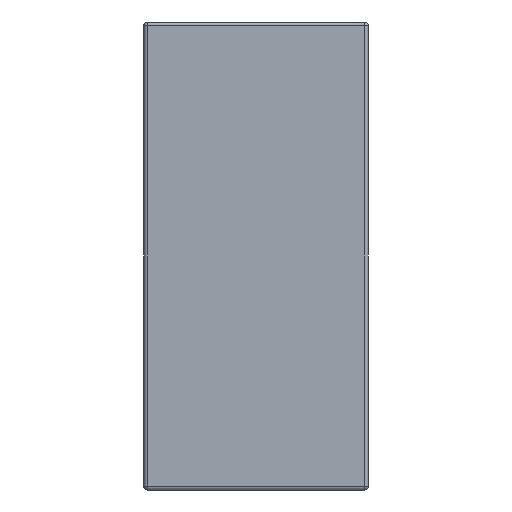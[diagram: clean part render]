
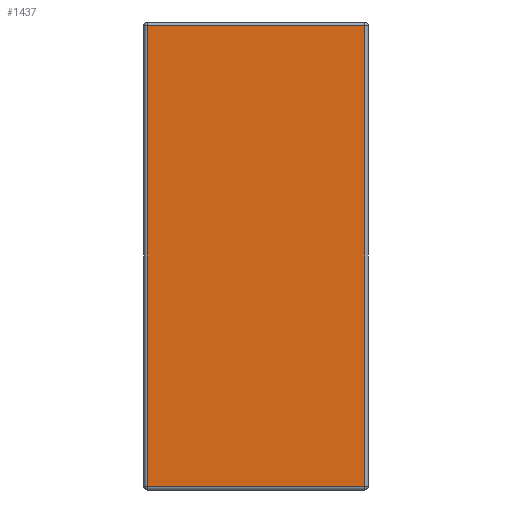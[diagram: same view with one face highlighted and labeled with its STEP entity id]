
A CAD part, left-side view. The second image highlights one B-rep face of the part: STEP entity #1437.
In plain terms, the highlighted planar face has unit normal (-1, 0, 0).
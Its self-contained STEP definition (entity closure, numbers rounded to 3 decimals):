
#161 = DIRECTION ( 'NONE',  ( 0., 0., -1. ) ) ;
#819 = CARTESIAN_POINT ( 'NONE',  ( -1., 0.6, -0.615 ) ) ;
#1240 = CARTESIAN_POINT ( 'NONE',  ( -1., 0.59, -0.615 ) ) ;
#1312 = VERTEX_POINT ( 'NONE', #1240 ) ;
#1437 = ADVANCED_FACE ( 'NONE', ( #6367 ), #5044, .F. ) ;
#1621 = ORIENTED_EDGE ( 'NONE', *, *, #1980, .T. ) ;
#1980 = EDGE_CURVE ( 'NONE', #6590, #1312, #2084, .T. ) ;
#2084 = LINE ( 'NONE', #6047, #5626 ) ;
#2400 = LINE ( 'NONE', #819, #2977 ) ;
#2486 = ORIENTED_EDGE ( 'NONE', *, *, #2588, .T. ) ;
#2535 = CARTESIAN_POINT ( 'NONE',  ( -1., 0.6, -0.625 ) ) ;
#2588 = EDGE_CURVE ( 'NONE', #5966, #6590, #5363, .T. ) ;
#2799 = CARTESIAN_POINT ( 'NONE',  ( -1., 0.01, -0.615 ) ) ;
#2977 = VECTOR ( 'NONE', #5899, 1000. ) ;
#3165 = EDGE_CURVE ( 'NONE', #3593, #5966, #4557, .T. ) ;
#3264 = ORIENTED_EDGE ( 'NONE', *, *, #3165, .T. ) ;
#3593 = VERTEX_POINT ( 'NONE', #2799 ) ;
#3622 = CARTESIAN_POINT ( 'NONE',  ( -1., 0.01, -0.625 ) ) ;
#4065 = AXIS2_PLACEMENT_3D ( 'NONE', #2535, #6231, #6785 ) ;
#4160 = DIRECTION ( 'NONE',  ( 0., 1., 0. ) ) ;
#4200 = CARTESIAN_POINT ( 'NONE',  ( -1., 0.6, 0.615 ) ) ;
#4450 = VECTOR ( 'NONE', #4160, 1000. ) ;
#4557 = LINE ( 'NONE', #3622, #6788 ) ;
#4979 = CARTESIAN_POINT ( 'NONE',  ( -1., 0.59, 0.615 ) ) ;
#5044 = PLANE ( 'NONE',  #4065 ) ;
#5185 = ORIENTED_EDGE ( 'NONE', *, *, #5319, .T. ) ;
#5319 = EDGE_CURVE ( 'NONE', #1312, #3593, #2400, .T. ) ;
#5363 = LINE ( 'NONE', #4200, #4450 ) ;
#5626 = VECTOR ( 'NONE', #161, 1000. ) ;
#5824 = DIRECTION ( 'NONE',  ( 0., 0., 1. ) ) ;
#5899 = DIRECTION ( 'NONE',  ( 0., -1., 0. ) ) ;
#5966 = VERTEX_POINT ( 'NONE', #5999 ) ;
#5983 = EDGE_LOOP ( 'NONE', ( #5185, #3264, #2486, #1621 ) ) ;
#5999 = CARTESIAN_POINT ( 'NONE',  ( -1., 0.01, 0.615 ) ) ;
#6047 = CARTESIAN_POINT ( 'NONE',  ( -1., 0.59, -0.625 ) ) ;
#6231 = DIRECTION ( 'NONE',  ( 1., 0., 0. ) ) ;
#6367 = FACE_OUTER_BOUND ( 'NONE', #5983, .T. ) ;
#6590 = VERTEX_POINT ( 'NONE', #4979 ) ;
#6785 = DIRECTION ( 'NONE',  ( 0., 0., -1. ) ) ;
#6788 = VECTOR ( 'NONE', #5824, 1000. ) ;
